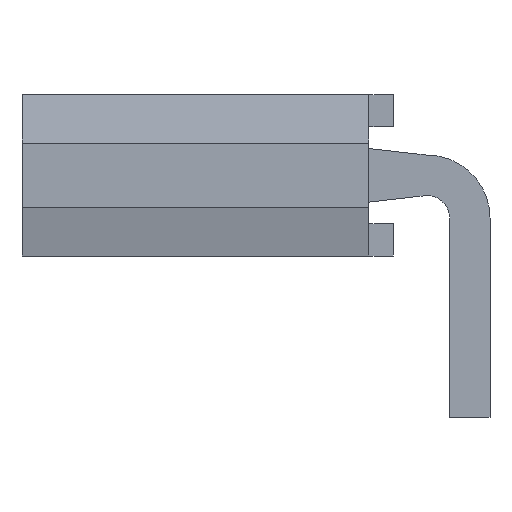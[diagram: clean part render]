
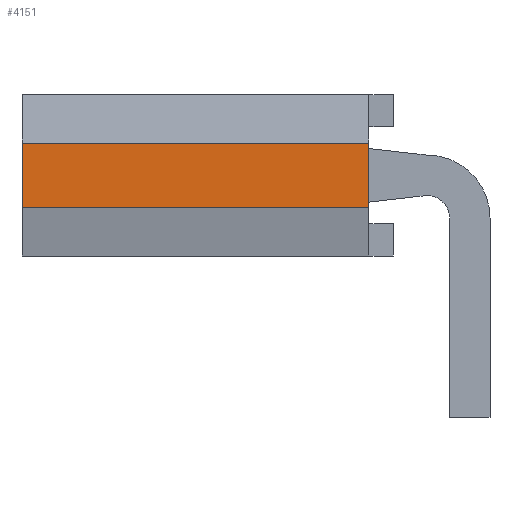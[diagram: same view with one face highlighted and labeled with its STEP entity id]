
A CAD part, left-side view. The second image highlights one B-rep face of the part: STEP entity #4151.
In plain terms, the highlighted planar face has unit normal (-1, 0, 0).
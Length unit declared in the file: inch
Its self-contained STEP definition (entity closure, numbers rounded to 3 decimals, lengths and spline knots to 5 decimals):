
#135=FACE_OUTER_BOUND('',#359,.T.);
#359=EDGE_LOOP('',(#2725,#2726,#2727,#2728));
#593=LINE('',#5832,#1149);
#594=LINE('',#5834,#1150);
#595=LINE('',#5836,#1151);
#596=LINE('',#5837,#1152);
#1149=VECTOR('',#4699,0.3937);
#1150=VECTOR('',#4700,39.37008);
#1151=VECTOR('',#4701,0.3937);
#1152=VECTOR('',#4702,39.37008);
#1705=VERTEX_POINT('',#5830);
#1706=VERTEX_POINT('',#5831);
#1707=VERTEX_POINT('',#5833);
#1708=VERTEX_POINT('',#5835);
#2109=EDGE_CURVE('',#1705,#1706,#593,.T.);
#2110=EDGE_CURVE('',#1707,#1705,#594,.T.);
#2111=EDGE_CURVE('',#1708,#1707,#595,.T.);
#2112=EDGE_CURVE('',#1708,#1706,#596,.T.);
#2725=ORIENTED_EDGE('',*,*,#2109,.F.);
#2726=ORIENTED_EDGE('',*,*,#2110,.F.);
#2727=ORIENTED_EDGE('',*,*,#2111,.F.);
#2728=ORIENTED_EDGE('',*,*,#2112,.T.);
#3957=PLANE('',#4406);
#4151=ADVANCED_FACE('',(#135),#3957,.F.);
#4406=AXIS2_PLACEMENT_3D('',#5829,#4697,#4698);
#4697=DIRECTION('center_axis',(1.,0.,0.));
#4698=DIRECTION('ref_axis',(0.,0.,-1.));
#4699=DIRECTION('',(0.,0.,-1.));
#4700=DIRECTION('',(0.,-1.,0.));
#4701=DIRECTION('',(0.,0.,1.));
#4702=DIRECTION('',(0.,-1.,0.));
#5829=CARTESIAN_POINT('Origin',(1.1,0.115,0.));
#5830=CARTESIAN_POINT('',(1.1,0.015,0.02));
#5831=CARTESIAN_POINT('',(1.1,0.015,-0.02));
#5832=CARTESIAN_POINT('',(1.1,0.015,0.025));
#5833=CARTESIAN_POINT('',(1.1,0.23,0.02));
#5834=CARTESIAN_POINT('',(1.1,0.23,0.02));
#5835=CARTESIAN_POINT('',(1.1,0.23,-0.02));
#5836=CARTESIAN_POINT('',(1.1,0.23,0.));
#5837=CARTESIAN_POINT('',(1.1,0.23,-0.02));
